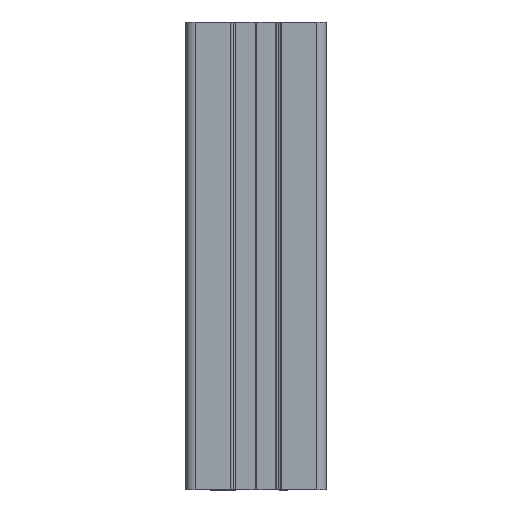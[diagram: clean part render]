
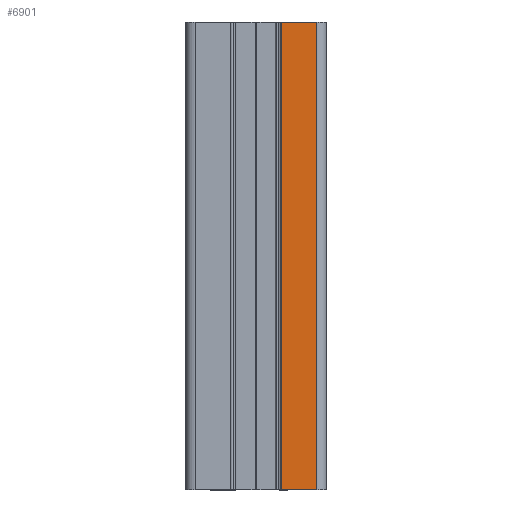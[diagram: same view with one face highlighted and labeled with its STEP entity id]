
A CAD part, front view. The second image highlights one B-rep face of the part: STEP entity #6901.
In plain terms, the highlighted planar face has unit normal (0, -1, 0).
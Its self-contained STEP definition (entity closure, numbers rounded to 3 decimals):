
#99 = VERTEX_POINT ( 'NONE', #4697 ) ;
#103 = LINE ( 'NONE', #1245, #5484 ) ;
#177 = VECTOR ( 'NONE', #1117, 1000. ) ;
#327 = CARTESIAN_POINT ( 'NONE',  ( 6368.464, 1676.25, 100. ) ) ;
#600 = DIRECTION ( 'NONE',  ( 0., 0., -1. ) ) ;
#767 = AXIS2_PLACEMENT_3D ( 'NONE', #6994, #6283, #1951 ) ;
#1045 = VERTEX_POINT ( 'NONE', #7034 ) ;
#1117 = DIRECTION ( 'NONE',  ( 1., 0., 0. ) ) ;
#1245 = CARTESIAN_POINT ( 'NONE',  ( 6360.964, 1676.25, 100. ) ) ;
#1898 = EDGE_CURVE ( 'NONE', #3879, #99, #3009, .T. ) ;
#1951 = DIRECTION ( 'NONE',  ( -1., 0., 0. ) ) ;
#2067 = CARTESIAN_POINT ( 'NONE',  ( 6368.464, 1676.25, 100. ) ) ;
#2168 = LINE ( 'NONE', #8374, #177 ) ;
#2571 = EDGE_CURVE ( 'NONE', #1045, #6915, #103, .T. ) ;
#2936 = EDGE_LOOP ( 'NONE', ( #6810, #4641, #7605, #8635 ) ) ;
#3009 = LINE ( 'NONE', #2067, #8582 ) ;
#3156 = CARTESIAN_POINT ( 'NONE',  ( 6342.464, 1676.25, 100. ) ) ;
#3879 = VERTEX_POINT ( 'NONE', #327 ) ;
#4393 = FACE_OUTER_BOUND ( 'NONE', #2936, .T. ) ;
#4641 = ORIENTED_EDGE ( 'NONE', *, *, #4841, .F. ) ;
#4697 = CARTESIAN_POINT ( 'NONE',  ( 6368.464, 1676.25, 0. ) ) ;
#4841 = EDGE_CURVE ( 'NONE', #6915, #3879, #5001, .T. ) ;
#4972 = EDGE_CURVE ( 'NONE', #1045, #99, #2168, .T. ) ;
#5001 = LINE ( 'NONE', #3156, #5219 ) ;
#5219 = VECTOR ( 'NONE', #5338, 1000. ) ;
#5338 = DIRECTION ( 'NONE',  ( 1., 0., 0. ) ) ;
#5484 = VECTOR ( 'NONE', #8533, 1000. ) ;
#6283 = DIRECTION ( 'NONE',  ( 0., 1., 0. ) ) ;
#6810 = ORIENTED_EDGE ( 'NONE', *, *, #1898, .F. ) ;
#6901 = ADVANCED_FACE ( 'NONE', ( #4393 ), #9192, .F. ) ;
#6915 = VERTEX_POINT ( 'NONE', #8492 ) ;
#6994 = CARTESIAN_POINT ( 'NONE',  ( 6360.964, 1676.25, 100. ) ) ;
#7034 = CARTESIAN_POINT ( 'NONE',  ( 6360.964, 1676.25, 0. ) ) ;
#7605 = ORIENTED_EDGE ( 'NONE', *, *, #2571, .F. ) ;
#8374 = CARTESIAN_POINT ( 'NONE',  ( 6360.964, 1676.25, 0. ) ) ;
#8492 = CARTESIAN_POINT ( 'NONE',  ( 6360.964, 1676.25, 100. ) ) ;
#8533 = DIRECTION ( 'NONE',  ( 0., 0., 1. ) ) ;
#8582 = VECTOR ( 'NONE', #600, 1000. ) ;
#8635 = ORIENTED_EDGE ( 'NONE', *, *, #4972, .T. ) ;
#9192 = PLANE ( 'NONE',  #767 ) ;
